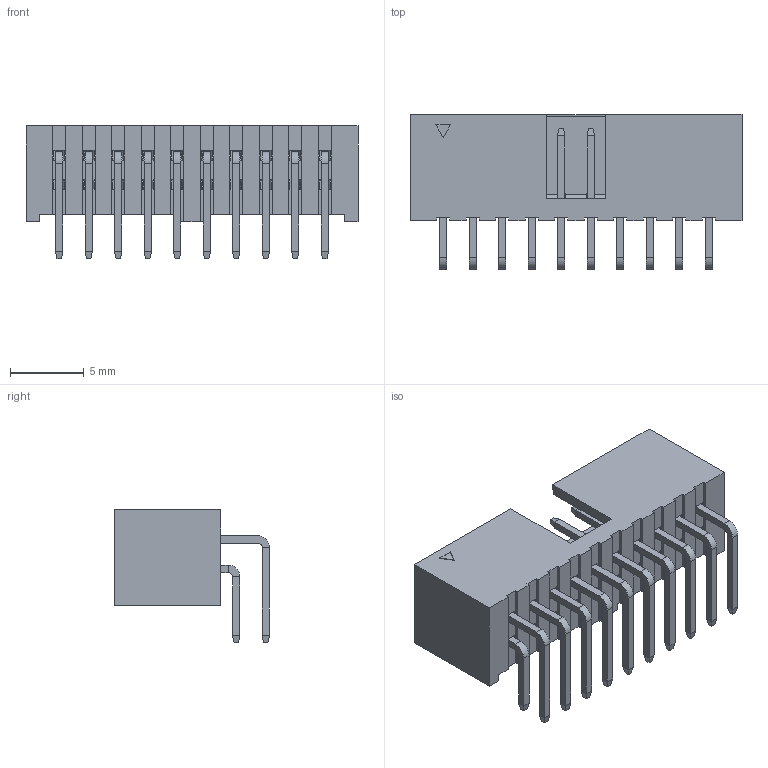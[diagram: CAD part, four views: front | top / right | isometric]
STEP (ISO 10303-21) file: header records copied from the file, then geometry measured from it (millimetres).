
FILE_DESCRIPTION( ('This file contains a STEP AP42 implementation' ,'as created by ZW3D STEP Interface translator.') ,'2;1' );
FILE_NAME( '3123-XXRXXBK00X1.stp' ,'2312 7.144614', (''), ('ZWCAD Software Co.'), 'Version 1.0', 'ZW3D to STEP translator', '' );
FILE_SCHEMA(('AUTOMOTIVE_DESIGN { 1 0 10303 214 1 1 1 1 }'));
Length unit declared in the file: millimetre
Products named in the file (2): 0; 3123-20RG0BK00T1
Bounding box: 22.5 x 10.5 x 9.03 mm (x, y, z)
Volume: 490.4 mm3; surface area: 1513.3 mm2
Topology: 1 solids, 1 shells, 754 faces, 1890 edges, 1099 vertices
Faces by surface type: plane 714, cylinder 40
Entity records: 24809 total; most frequent: CARTESIAN_POINT 7729, ORIENTED_EDGE 3784, DIRECTION 2683, EDGE_CURVE 1890, VERTEX_POINT 1099, VECTOR 1013, LINE 1013, AXIS2_PLACEMENT_3D 835
